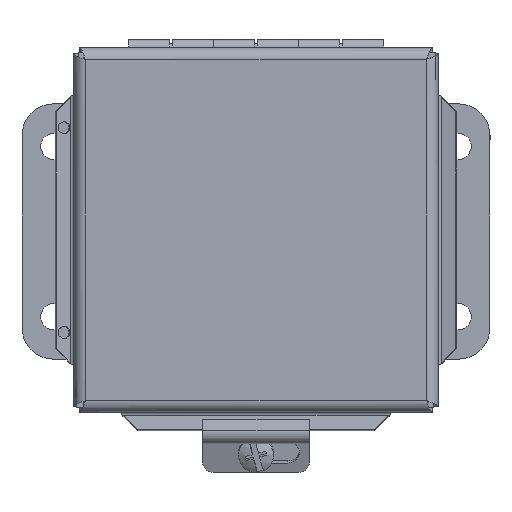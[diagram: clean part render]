
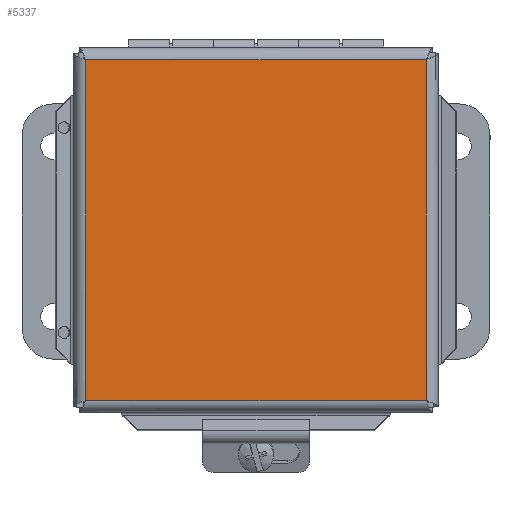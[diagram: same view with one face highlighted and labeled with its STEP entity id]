
A CAD part, top view. The second image highlights one B-rep face of the part: STEP entity #5337.
In plain terms, the highlighted planar face has unit normal (0, 0, 1).
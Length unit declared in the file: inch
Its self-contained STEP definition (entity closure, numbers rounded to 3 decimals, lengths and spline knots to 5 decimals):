
#464=FACE_OUTER_BOUND('',#782,.T.);
#782=EDGE_LOOP('',(#3886,#3887,#3888,#3889));
#1294=LINE('',#7961,#1842);
#1300=LINE('',#8042,#1848);
#1305=LINE('',#8121,#1853);
#1310=LINE('',#8199,#1858);
#1842=VECTOR('',#6362,4.007);
#1848=VECTOR('',#6376,4.007);
#1853=VECTOR('',#6389,4.007);
#1858=VECTOR('',#6402,4.007);
#2342=VERTEX_POINT('',#7952);
#2343=VERTEX_POINT('',#7960);
#2346=VERTEX_POINT('',#8034);
#2348=VERTEX_POINT('',#8120);
#2872=EDGE_CURVE('',#2343,#2342,#1294,.T.);
#2882=EDGE_CURVE('',#2342,#2346,#1300,.T.);
#2891=EDGE_CURVE('',#2348,#2343,#1305,.T.);
#2900=EDGE_CURVE('',#2346,#2348,#1310,.T.);
#3886=ORIENTED_EDGE('',*,*,#2872,.T.);
#3887=ORIENTED_EDGE('',*,*,#2882,.T.);
#3888=ORIENTED_EDGE('',*,*,#2900,.T.);
#3889=ORIENTED_EDGE('',*,*,#2891,.T.);
#4860=PLANE('',#5663);
#5337=ADVANCED_FACE('',(#464),#4860,.T.);
#5663=AXIS2_PLACEMENT_3D('',#8267,#6412,#6413);
#6362=DIRECTION('',(1.,0.,0.));
#6376=DIRECTION('',(0.,1.,0.));
#6389=DIRECTION('',(0.,-1.,0.));
#6402=DIRECTION('',(-1.,0.,0.));
#6412=DIRECTION('center_axis',(0.,0.,1.));
#6413=DIRECTION('ref_axis',(1.,0.,0.));
#7952=CARTESIAN_POINT('',(2.0035,-2.0035,0.059));
#7960=CARTESIAN_POINT('',(-2.0035,-2.0035,0.059));
#7961=CARTESIAN_POINT('',(-1.00175,-2.0035,0.059));
#8034=CARTESIAN_POINT('',(2.0035,2.0035,0.059));
#8042=CARTESIAN_POINT('',(2.0035,-1.00175,0.059));
#8120=CARTESIAN_POINT('',(-2.0035,2.0035,0.059));
#8121=CARTESIAN_POINT('',(-2.0035,1.00175,0.059));
#8199=CARTESIAN_POINT('',(1.00175,2.0035,0.059));
#8267=CARTESIAN_POINT('Origin',(0.,0.,
0.059));
